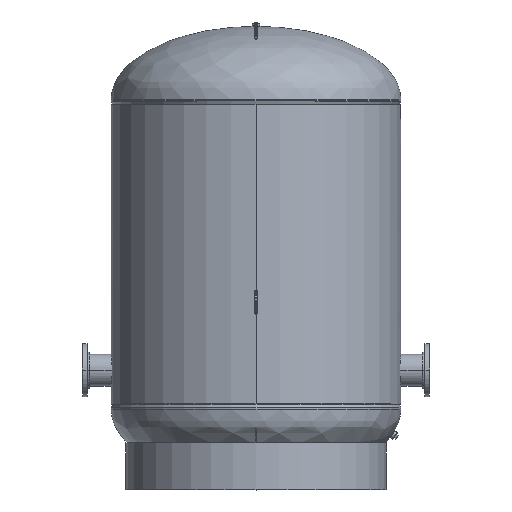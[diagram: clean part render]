
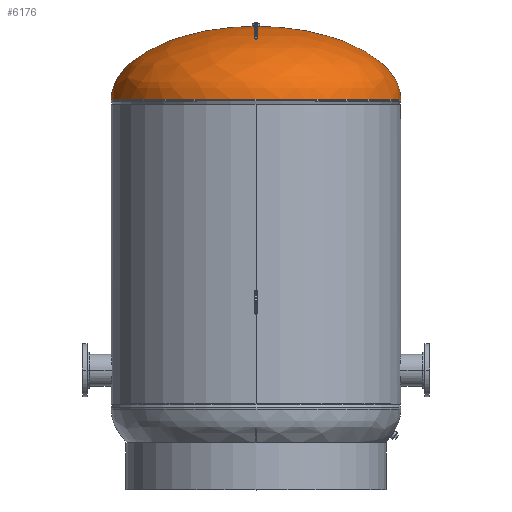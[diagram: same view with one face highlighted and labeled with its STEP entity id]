
A CAD part, top view. The second image highlights one B-rep face of the part: STEP entity #6176.
In plain terms, the highlighted free-form (B-spline) face has degree [3, 3] with [4, 4] control points.
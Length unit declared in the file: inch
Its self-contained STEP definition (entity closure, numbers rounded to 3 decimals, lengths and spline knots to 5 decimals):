
#58 = VERTEX_POINT ( 'NONE', #1007 ) ;
#117 = CARTESIAN_POINT ( 'NONE',  ( 30., 9.8261, 0. ) ) ;
#186 = ORIENTED_EDGE ( 'NONE', *, *, #2560, .F. ) ;
#617 = FACE_OUTER_BOUND ( 'NONE', #9354, .T. ) ;
#715 = ORIENTED_EDGE ( 'NONE', *, *, #9883, .F. ) ;
#1007 = CARTESIAN_POINT ( 'NONE',  ( 30., 1.09375, 0. ) ) ;
#1109 = CARTESIAN_POINT ( 'NONE',  ( 0., 16.24671, 0. ) ) ;
#1357 = CARTESIAN_POINT ( 'NONE',  ( 17.90589, 16.06479, 0. ) ) ;
#1384 = DIRECTION ( 'NONE',  ( 1., 0., 0. ) ) ;
#1405 = CIRCLE ( 'NONE', #11069, 0.625 ) ;
#1482 = DIRECTION ( 'NONE',  ( 1., 0., 0. ) ) ;
#1593 = CARTESIAN_POINT ( 'NONE',  ( -0.625, 16.24671, 1.25 ) ) ;
#2033 = CARTESIAN_POINT ( 'NONE',  ( 0., 1.09375, 0. ) ) ;
#2060 = CARTESIAN_POINT ( 'NONE',  ( 30., 1.09375, 0. ) ) ;
#2384 = CARTESIAN_POINT ( 'NONE',  ( -30., 1.09375, 0. ) ) ;
#2444 = CARTESIAN_POINT ( 'NONE',  ( 0.625, 16.24671, 1.25 ) ) ;
#2560 = EDGE_CURVE ( 'NONE', #58, #10831, #6094, .T. ) ;
#2814 = CARTESIAN_POINT ( 'NONE',  ( -0.625, 16.24671, 0. ) ) ;
#3200 = CARTESIAN_POINT ( 'NONE',  ( 17.90589, 16.06479, 35.81179 ) ) ;
#3253 = CARTESIAN_POINT ( 'NONE',  ( -30., 1.09375, 60. ) ) ;
#3695 = ORIENTED_EDGE ( 'NONE', *, *, #9138, .F. ) ;
#4100 = CARTESIAN_POINT ( 'NONE',  ( -30., 9.8261, 0. ) ) ;
#4209 = VERTEX_POINT ( 'NONE', #4938 ) ;
#4519 = CARTESIAN_POINT ( 'NONE',  ( 0.625, 16.24671, 0. ) ) ;
#4624 =( BOUNDED_CURVE ( )  B_SPLINE_CURVE ( 3, ( #4519, #9863, #117, #2060 ),
 .UNSPECIFIED., .F., .T. ) 
 B_SPLINE_CURVE_WITH_KNOTS ( ( 4, 4 ),
 ( 4.73322, 6.28319 ),
 .UNSPECIFIED. ) 
 CURVE ( )  GEOMETRIC_REPRESENTATION_ITEM ( )  RATIONAL_B_SPLINE_CURVE ( ( 1., 0.81, 0.81, 1. ) ) 
 REPRESENTATION_ITEM ( '' )  );
#4797 = CARTESIAN_POINT ( 'NONE',  ( -30., 1.09375, 0. ) ) ;
#4938 = CARTESIAN_POINT ( 'NONE',  ( 0., 16.24671, 0.625 ) ) ;
#5426 =( BOUNDED_CURVE ( )  B_SPLINE_CURVE ( 3, ( #2814, #8795, #10795, #7942 ),
 .UNSPECIFIED., .F., .T. ) 
 B_SPLINE_CURVE_WITH_KNOTS ( ( 4, 4 ),
 ( 4.73322, 6.28319 ),
 .UNSPECIFIED. ) 
 CURVE ( )  GEOMETRIC_REPRESENTATION_ITEM ( )  RATIONAL_B_SPLINE_CURVE ( ( 1., 0.81, 0.81, 1. ) ) 
 REPRESENTATION_ITEM ( '' )  );
#5507 = DIRECTION ( 'NONE',  ( 0., 1., 0. ) ) ;
#5670 = VERTEX_POINT ( 'NONE', #7015 ) ;
#5868 = ORIENTED_EDGE ( 'NONE', *, *, #10058, .T. ) ;
#6094 = CIRCLE ( 'NONE', #9363, 30. ) ;
#6176 = ADVANCED_FACE ( 'NONE', ( #617 ), #8126, .F. ) ;
#6715 = CARTESIAN_POINT ( 'NONE',  ( -17.90589, 16.06479, 35.81179 ) ) ;
#6743 = VERTEX_POINT ( 'NONE', #8539 ) ;
#7015 = CARTESIAN_POINT ( 'NONE',  ( -0.625, 16.24671, 0. ) ) ;
#7475 = CARTESIAN_POINT ( 'NONE',  ( -30., 9.8261, 60. ) ) ;
#7583 = CARTESIAN_POINT ( 'NONE',  ( 30., 1.09375, 0. ) ) ;
#7942 = CARTESIAN_POINT ( 'NONE',  ( -30., 1.09375, 0. ) ) ;
#7969 = CIRCLE ( 'NONE', #9775, 0.625 ) ;
#8076 = DIRECTION ( 'NONE',  ( 1., 0., 0. ) ) ;
#8126 =( BOUNDED_SURFACE ( )  B_SPLINE_SURFACE ( 3, 3, ( 
 ( #8332, #2444, #1593, #9175 ),
 ( #1357, #3200, #6715, #10132 ),
 ( #9286, #10198, #7475, #4100 ),
 ( #7583, #11066, #3253, #2384 ) ),
 .UNSPECIFIED., .F., .F., .T. ) 
 B_SPLINE_SURFACE_WITH_KNOTS ( ( 4, 4 ),
 ( 4, 4 ),
 ( 0., 1. ),
 ( 0., 1. ),
 .UNSPECIFIED. ) 
 GEOMETRIC_REPRESENTATION_ITEM ( )  RATIONAL_B_SPLINE_SURFACE ( (
 ( 1., 0.333, 0.333, 1.),
 ( 0.81, 0.27, 0.27, 0.81),
 ( 0.81, 0.27, 0.27, 0.81),
 ( 1., 0.333, 0.333, 1.) ) ) 
 REPRESENTATION_ITEM ( '' )  SURFACE ( )  );
#8332 = CARTESIAN_POINT ( 'NONE',  ( 0.625, 16.24671, 0. ) ) ;
#8377 = EDGE_CURVE ( 'NONE', #6743, #58, #4624, .T. ) ;
#8399 = DIRECTION ( 'NONE',  ( 0., 1., 0. ) ) ;
#8478 = ORIENTED_EDGE ( 'NONE', *, *, #8377, .F. ) ;
#8539 = CARTESIAN_POINT ( 'NONE',  ( 0.625, 16.24671, 0. ) ) ;
#8795 = CARTESIAN_POINT ( 'NONE',  ( -17.90589, 16.06479, 0. ) ) ;
#9138 = EDGE_CURVE ( 'NONE', #5670, #4209, #7969, .T. ) ;
#9175 = CARTESIAN_POINT ( 'NONE',  ( -0.625, 16.24671, 0. ) ) ;
#9201 = DIRECTION ( 'NONE',  ( 0., -1., 0. ) ) ;
#9237 = CARTESIAN_POINT ( 'NONE',  ( 0., 16.24671, 0. ) ) ;
#9286 = CARTESIAN_POINT ( 'NONE',  ( 30., 9.8261, 0. ) ) ;
#9354 = EDGE_LOOP ( 'NONE', ( #3695, #5868, #186, #8478, #715 ) ) ;
#9363 = AXIS2_PLACEMENT_3D ( 'NONE', #2033, #9201, #1384 ) ;
#9775 = AXIS2_PLACEMENT_3D ( 'NONE', #1109, #5507, #8076 ) ;
#9863 = CARTESIAN_POINT ( 'NONE',  ( 17.90589, 16.06479, 0. ) ) ;
#9883 = EDGE_CURVE ( 'NONE', #4209, #6743, #1405, .T. ) ;
#10058 = EDGE_CURVE ( 'NONE', #5670, #10831, #5426, .T. ) ;
#10132 = CARTESIAN_POINT ( 'NONE',  ( -17.90589, 16.06479, 0. ) ) ;
#10198 = CARTESIAN_POINT ( 'NONE',  ( 30., 9.8261, 60. ) ) ;
#10795 = CARTESIAN_POINT ( 'NONE',  ( -30., 9.8261, 0. ) ) ;
#10831 = VERTEX_POINT ( 'NONE', #4797 ) ;
#11066 = CARTESIAN_POINT ( 'NONE',  ( 30., 1.09375, 60. ) ) ;
#11069 = AXIS2_PLACEMENT_3D ( 'NONE', #9237, #8399, #1482 ) ;
